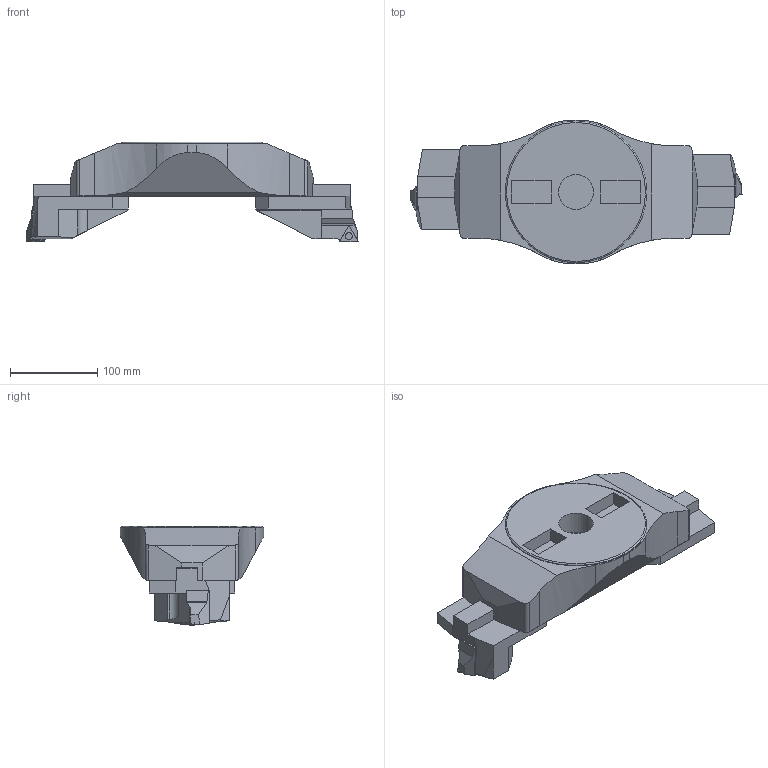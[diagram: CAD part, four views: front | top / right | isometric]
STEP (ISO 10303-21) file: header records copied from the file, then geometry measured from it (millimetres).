
FILE_DESCRIPTION(/* description */ (''),/* implementation_level */ '2;1');
FILE_NAME(/* name */ '1570441395780.stp',/* time_stamp */ '2019-10-07T11:43:23+02:00',/* author */ (''),/* organization */ ('SMS'),/* preprocessor_version */ 'ST-DEVELOPER v16.7',/* originating_system */ 'SIEMENS PLM Software NX 12.0',/* authorisation */ '');
FILE_SCHEMA (('AUTOMOTIVE_DESIGN { 1 0 10303 214 3 1 1 1 }'));
Length unit declared in the file: millimetre
Products named in the file (8): ASSEMBLY_CONSTRUCTION; IsoTurningInsert; 201892303mod000_00; 111169653mod000_01; 111165641mod000_02; 111169322mod000_01; 111164692mod000_01
Assembly tree (9 placements, depth 3):
  111164692mod000_01
    111165641mod000_02
    111169653mod000_01  x2
    111169322mod000_01  x2
      201892303mod000_00
      IsoTurningInsert
      ASSEMBLY_CONSTRUCTION
    ASSEMBLY_CONSTRUCTION
Bounding box: 379.96 x 164 x 114 mm (x, y, z)
Volume: 2288544.9 mm3; surface area: 204264.4 mm2
Topology: 7 solids, 7 shells, 199 faces, 533 edges, 378 vertices
Faces by surface type: plane 140, cylinder 38, torus 11, cone 10
Full cylindrical faces by diameter (mm): 5.5 x4, 40 x1, 162 x1
Entity records: 4328 total; most frequent: CARTESIAN_POINT 740, DIRECTION 711, ORIENTED_EDGE 652, EDGE_CURVE 326, LINE 241, VECTOR 241, AXIS2_PLACEMENT_3D 235, VERTEX_POINT 222
